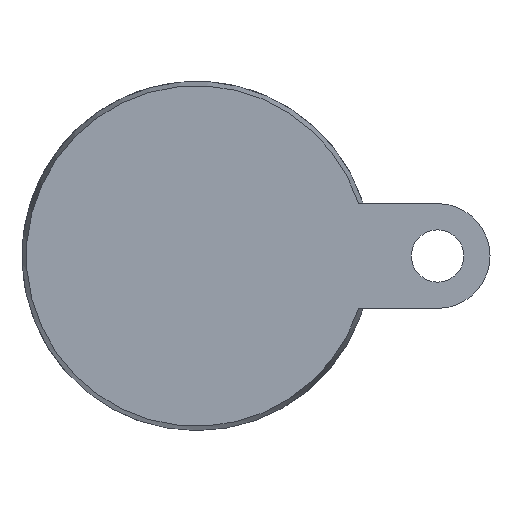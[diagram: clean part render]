
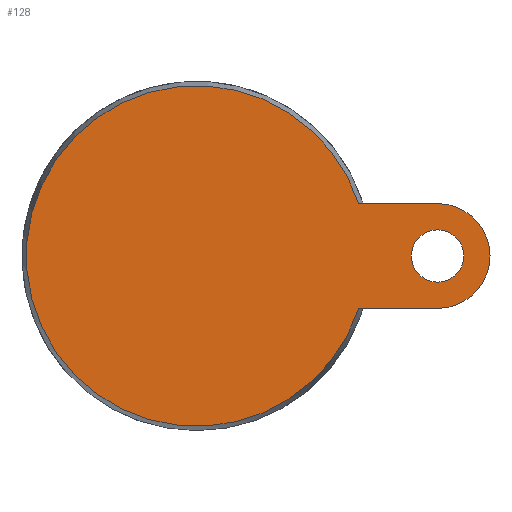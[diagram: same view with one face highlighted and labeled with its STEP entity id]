
A CAD part, front view. The second image highlights one B-rep face of the part: STEP entity #128.
In plain terms, the highlighted planar face has unit normal (0, -1, 0).
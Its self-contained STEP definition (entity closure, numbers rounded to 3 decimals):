
#128 = ADVANCED_FACE( '', ( #274, #275 ), #276, .F. );
#274 = FACE_BOUND( '', #465, .T. );
#275 = FACE_OUTER_BOUND( '', #466, .T. );
#276 = PLANE( '', #467 );
#465 = EDGE_LOOP( '', ( #736 ) );
#466 = EDGE_LOOP( '', ( #737, #738, #739, #740 ) );
#467 = AXIS2_PLACEMENT_3D( '', #741, #742, #743 );
#736 = ORIENTED_EDGE( '', *, *, #946, .T. );
#737 = ORIENTED_EDGE( '', *, *, #944, .F. );
#738 = ORIENTED_EDGE( '', *, *, #900, .T. );
#739 = ORIENTED_EDGE( '', *, *, #864, .F. );
#740 = ORIENTED_EDGE( '', *, *, #937, .F. );
#741 = CARTESIAN_POINT( '', ( 48.75, 0., 0. ) );
#742 = DIRECTION( '', ( 0., 1., 0. ) );
#743 = DIRECTION( '', ( 0., 0., 1. ) );
#864 = EDGE_CURVE( '', #999, #1000, #1001, .T. );
#900 = EDGE_CURVE( '', #1055, #1000, #1058, .T. );
#937 = EDGE_CURVE( '', #1109, #999, #1110, .T. );
#944 = EDGE_CURVE( '', #1055, #1109, #1119, .T. );
#946 = EDGE_CURVE( '', #1121, #1121, #1122, .T. );
#999 = VERTEX_POINT( '', #1212 );
#1000 = VERTEX_POINT( '', #1213 );
#1001 = LINE( '', #1214, #1215 );
#1055 = VERTEX_POINT( '', #1286 );
#1058 = CIRCLE( '', #1292, 48.75 );
#1109 = VERTEX_POINT( '', #1415 );
#1110 = CIRCLE( '', #1416, 15. );
#1119 = LINE( '', #1427, #1428 );
#1121 = VERTEX_POINT( '', #1430 );
#1122 = CIRCLE( '', #1431, 7.5 );
#1212 = CARTESIAN_POINT( '', ( 69., 0., -15. ) );
#1213 = CARTESIAN_POINT( '', ( 46.385, 0., -15. ) );
#1214 = CARTESIAN_POINT( '', ( 69., 0., -15. ) );
#1215 = VECTOR( '', #1510, 1000. );
#1286 = CARTESIAN_POINT( '', ( 46.385, 0., 15. ) );
#1292 = AXIS2_PLACEMENT_3D( '', #1572, #1573, #1574 );
#1415 = CARTESIAN_POINT( '', ( 69., 0., 15. ) );
#1416 = AXIS2_PLACEMENT_3D( '', #1597, #1598, #1599 );
#1427 = CARTESIAN_POINT( '', ( 0., 0., 15. ) );
#1428 = VECTOR( '', #1608, 1000. );
#1430 = CARTESIAN_POINT( '', ( 76.5, 0., 0. ) );
#1431 = AXIS2_PLACEMENT_3D( '', #1609, #1610, #1611 );
#1510 = DIRECTION( '', ( -1., 0., 0. ) );
#1572 = CARTESIAN_POINT( '', ( 0., 0., 0. ) );
#1573 = DIRECTION( '', ( 0., -1., 0. ) );
#1574 = DIRECTION( '', ( 0., 0., -1. ) );
#1597 = CARTESIAN_POINT( '', ( 69., 0., 0. ) );
#1598 = DIRECTION( '', ( 0., 1., 0. ) );
#1599 = DIRECTION( '', ( 1., 0., 0. ) );
#1608 = DIRECTION( '', ( 1., 0., 0. ) );
#1609 = CARTESIAN_POINT( '', ( 69., 0., 0. ) );
#1610 = DIRECTION( '', ( 0., 1., 0. ) );
#1611 = DIRECTION( '', ( 1., 0., 0. ) );
